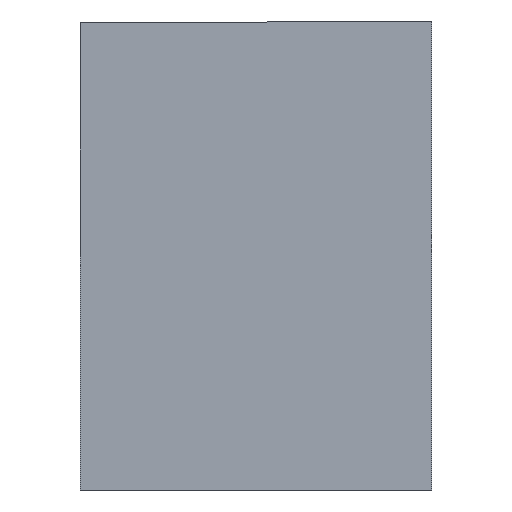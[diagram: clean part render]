
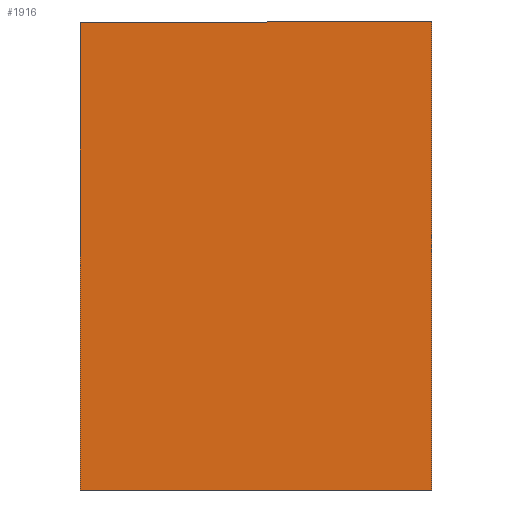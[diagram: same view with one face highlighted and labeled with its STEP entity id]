
A CAD part, left-side view. The second image highlights one B-rep face of the part: STEP entity #1916.
In plain terms, the highlighted planar face has unit normal (-1, 0, 0).
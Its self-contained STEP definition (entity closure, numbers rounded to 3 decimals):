
#35 = VECTOR ( 'NONE', #1489, 1000. ) ;
#53 = VERTEX_POINT ( 'NONE', #2382 ) ;
#55 = EDGE_CURVE ( 'NONE', #1988, #494, #615, .T. ) ;
#92 = CARTESIAN_POINT ( 'NONE',  ( -0.01, 2.09, -2.79 ) ) ;
#97 = DIRECTION ( 'NONE',  ( 0., 1., 0. ) ) ;
#190 = EDGE_CURVE ( 'NONE', #53, #2107, #2155, .T. ) ;
#342 = ORIENTED_EDGE ( 'NONE', *, *, #55, .T. ) ;
#466 = ORIENTED_EDGE ( 'NONE', *, *, #1421, .T. ) ;
#494 = VERTEX_POINT ( 'NONE', #2242 ) ;
#517 = VECTOR ( 'NONE', #2333, 1000. ) ;
#609 = DIRECTION ( 'NONE',  ( 0., 0., -1. ) ) ;
#615 = LINE ( 'NONE', #1568, #517 ) ;
#635 = CARTESIAN_POINT ( 'NONE',  ( -0.01, -0.01, -2.79 ) ) ;
#662 = PLANE ( 'NONE',  #998 ) ;
#870 = EDGE_CURVE ( 'NONE', #494, #53, #1260, .T. ) ;
#985 = FACE_OUTER_BOUND ( 'NONE', #1353, .T. ) ;
#998 = AXIS2_PLACEMENT_3D ( 'NONE', #2356, #1997, #1800 ) ;
#1051 = LINE ( 'NONE', #1442, #35 ) ;
#1260 = LINE ( 'NONE', #1841, #2270 ) ;
#1353 = EDGE_LOOP ( 'NONE', ( #466, #342, #1900, #2487 ) ) ;
#1421 = EDGE_CURVE ( 'NONE', #2107, #1988, #1051, .T. ) ;
#1442 = CARTESIAN_POINT ( 'NONE',  ( -0.01, 2.09, -2.79 ) ) ;
#1489 = DIRECTION ( 'NONE',  ( 0., -1., 0. ) ) ;
#1568 = CARTESIAN_POINT ( 'NONE',  ( -0.01, -0.01, -2.79 ) ) ;
#1758 = CARTESIAN_POINT ( 'NONE',  ( -0.01, 2.09, -2.79 ) ) ;
#1800 = DIRECTION ( 'NONE',  ( 0., 0., 1. ) ) ;
#1841 = CARTESIAN_POINT ( 'NONE',  ( -0.01, 2.09, 0.01 ) ) ;
#1900 = ORIENTED_EDGE ( 'NONE', *, *, #870, .T. ) ;
#1916 = ADVANCED_FACE ( 'NONE', ( #985 ), #662, .T. ) ;
#1988 = VERTEX_POINT ( 'NONE', #635 ) ;
#1997 = DIRECTION ( 'NONE',  ( -1., 0., 0. ) ) ;
#2107 = VERTEX_POINT ( 'NONE', #92 ) ;
#2155 = LINE ( 'NONE', #1758, #2497 ) ;
#2242 = CARTESIAN_POINT ( 'NONE',  ( -0.01, -0.01, 0.01 ) ) ;
#2270 = VECTOR ( 'NONE', #97, 1000. ) ;
#2333 = DIRECTION ( 'NONE',  ( 0., 0., 1. ) ) ;
#2356 = CARTESIAN_POINT ( 'NONE',  ( -0.01, 0., 0. ) ) ;
#2382 = CARTESIAN_POINT ( 'NONE',  ( -0.01, 2.09, 0.01 ) ) ;
#2487 = ORIENTED_EDGE ( 'NONE', *, *, #190, .T. ) ;
#2497 = VECTOR ( 'NONE', #609, 1000. ) ;
